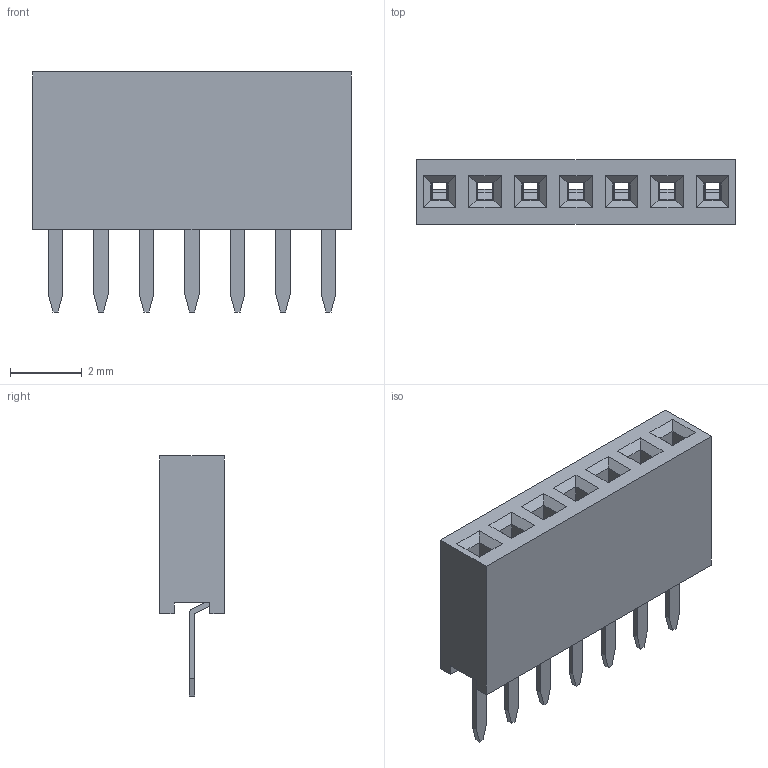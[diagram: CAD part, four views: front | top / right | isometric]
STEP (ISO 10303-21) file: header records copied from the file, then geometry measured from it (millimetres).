
FILE_DESCRIPTION(('STEP AP214'), '1');
FILE_NAME('PBS1.27', '', ('UNSPECIFIED'), ('UNSPECIFIED'), 'ASCON STEP Converter 1.6', 'ASCON Math Kernel', '');
FILE_SCHEMA(('AUTOMOTIVE_DESIGN { 1 0 10303 214 3 1 1}'));
Length unit declared in the file: millimetre
Bounding box: 8.89 x 1.8 x 6.7 mm (x, y, z)
Volume: 50.4 mm3; surface area: 364.2 mm2
Topology: 8 solids, 8 shells, 444 faces, 1172 edges, 744 vertices
Faces by surface type: plane 381, cylinder 63
Entity records: 17068 total; most frequent: CARTESIAN_POINT 2361, ORIENTED_EDGE 2344, DIRECTION 2188, EDGE_CURVE 1172, LINE 1046, VECTOR 1046, VERTEX_POINT 744, AXIS2_PLACEMENT_3D 571
